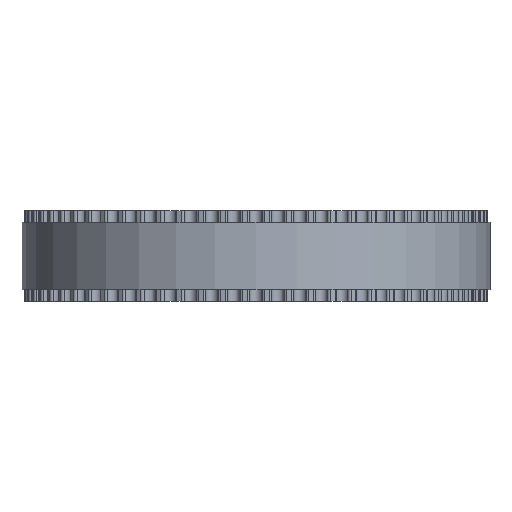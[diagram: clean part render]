
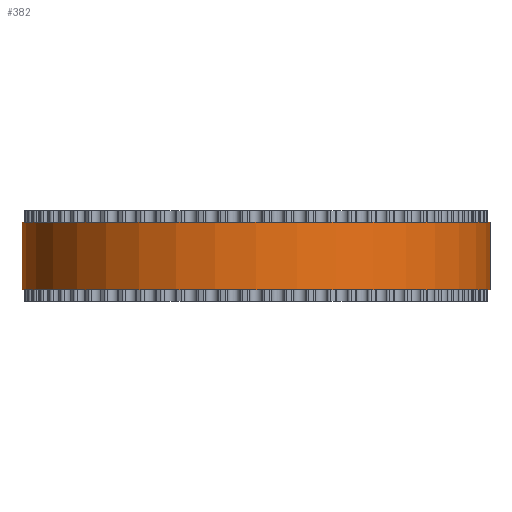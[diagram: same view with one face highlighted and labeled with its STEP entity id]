
A CAD part, front view. The second image highlights one B-rep face of the part: STEP entity #382.
In plain terms, the highlighted cylindrical face has radius 20.69 mm (diameter 41.38 mm), a full revolution.
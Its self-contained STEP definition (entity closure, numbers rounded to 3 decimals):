
#97=FACE_BOUND('',#1168,.T.);
#98=FACE_BOUND('',#1169,.T.);
#382=ADVANCED_FACE('',(#97,#98),#643,.T.);
#643=CYLINDRICAL_SURFACE('',#5863,20.69);
#1168=EDGE_LOOP('',(#3250));
#1169=EDGE_LOOP('',(#3251));
#3250=ORIENTED_EDGE('',*,*,#4554,.T.);
#3251=ORIENTED_EDGE('',*,*,#4555,.T.);
#3772=VERTEX_POINT('',#9260);
#3773=VERTEX_POINT('',#9262);
#4554=EDGE_CURVE('',#3772,#3772,#5076,.T.);
#4555=EDGE_CURVE('',#3773,#3773,#5077,.T.);
#5076=CIRCLE('',#5861,20.69);
#5077=CIRCLE('',#5862,20.69);
#5861=AXIS2_PLACEMENT_3D('',#9259,#7690,#7691);
#5862=AXIS2_PLACEMENT_3D('',#9261,#7692,#7693);
#5863=AXIS2_PLACEMENT_3D('',#9263,#7694,#7695);
#7690=DIRECTION('',(0.,0.,1.));
#7691=DIRECTION('',(1.,0.,0.));
#7692=DIRECTION('',(0.,0.,-1.));
#7693=DIRECTION('',(1.,0.,0.));
#7694=DIRECTION('',(0.,0.,1.));
#7695=DIRECTION('',(1.,0.,0.));
#9259=CARTESIAN_POINT('',(0.,0.,1.));
#9260=CARTESIAN_POINT('',(20.69,0.,1.));
#9261=CARTESIAN_POINT('',(0.,0.,7.));
#9262=CARTESIAN_POINT('',(20.69,0.,7.));
#9263=CARTESIAN_POINT('',(0.,0.,1.));
